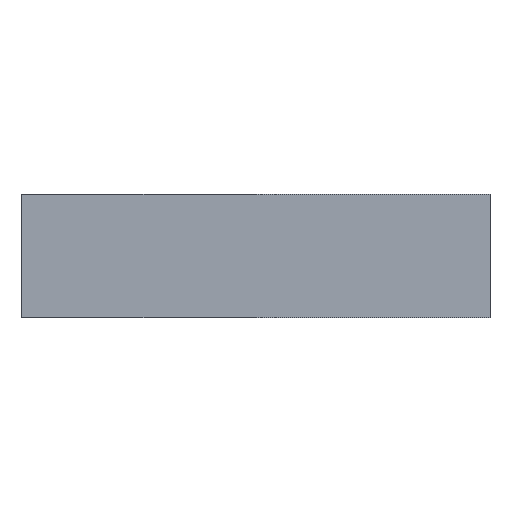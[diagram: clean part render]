
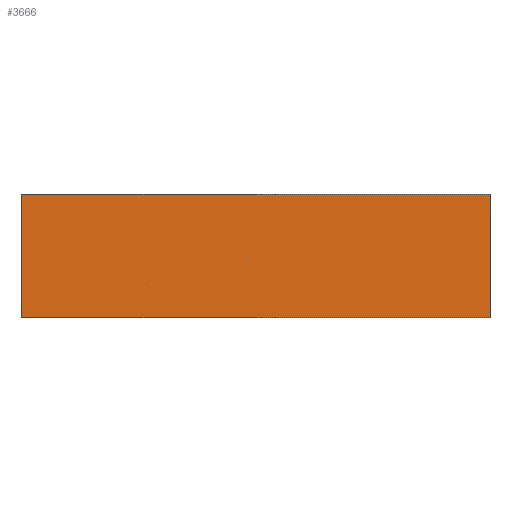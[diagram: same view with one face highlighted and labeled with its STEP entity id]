
A CAD part, front view. The second image highlights one B-rep face of the part: STEP entity #3666.
In plain terms, the highlighted planar face has unit normal (0, -1, 0).
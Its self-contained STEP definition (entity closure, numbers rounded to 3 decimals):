
#468=FACE_OUTER_BOUND('',#730,.T.);
#730=EDGE_LOOP('',(#2764,#2765,#2766,#2767));
#1041=LINE('',#6066,#1342);
#1042=LINE('',#6069,#1343);
#1043=LINE('',#6071,#1344);
#1044=LINE('',#6072,#1345);
#1342=VECTOR('',#4601,10.);
#1343=VECTOR('',#4604,10.);
#1344=VECTOR('',#4605,10.);
#1345=VECTOR('',#4606,10.);
#1656=VERTEX_POINT('',#6062);
#1657=VERTEX_POINT('',#6064);
#1658=VERTEX_POINT('',#6068);
#1659=VERTEX_POINT('',#6070);
#2073=EDGE_CURVE('',#1656,#1657,#1041,.T.);
#2074=EDGE_CURVE('',#1658,#1656,#1042,.T.);
#2075=EDGE_CURVE('',#1659,#1657,#1043,.T.);
#2076=EDGE_CURVE('',#1658,#1659,#1044,.T.);
#2764=ORIENTED_EDGE('',*,*,#2074,.T.);
#2765=ORIENTED_EDGE('',*,*,#2073,.T.);
#2766=ORIENTED_EDGE('',*,*,#2075,.F.);
#2767=ORIENTED_EDGE('',*,*,#2076,.F.);
#3480=PLANE('',#3987);
#3666=ADVANCED_FACE('',(#468),#3480,.T.);
#3987=AXIS2_PLACEMENT_3D('',#6067,#4602,#4603);
#4601=DIRECTION('',(0.,0.,1.));
#4602=DIRECTION('center_axis',(0.,-1.,0.));
#4603=DIRECTION('ref_axis',(1.,0.,0.));
#4604=DIRECTION('',(1.,0.,0.));
#4605=DIRECTION('',(1.,0.,0.));
#4606=DIRECTION('',(0.,0.,1.));
#6062=CARTESIAN_POINT('',(190.,0.,0.));
#6064=CARTESIAN_POINT('',(190.,0.,50.));
#6066=CARTESIAN_POINT('',(190.,0.,0.));
#6067=CARTESIAN_POINT('Origin',(0.,0.,0.));
#6068=CARTESIAN_POINT('',(0.,0.,0.));
#6069=CARTESIAN_POINT('',(0.,0.,0.));
#6070=CARTESIAN_POINT('',(0.,0.,50.));
#6071=CARTESIAN_POINT('',(0.,0.,50.));
#6072=CARTESIAN_POINT('',(0.,0.,0.));
